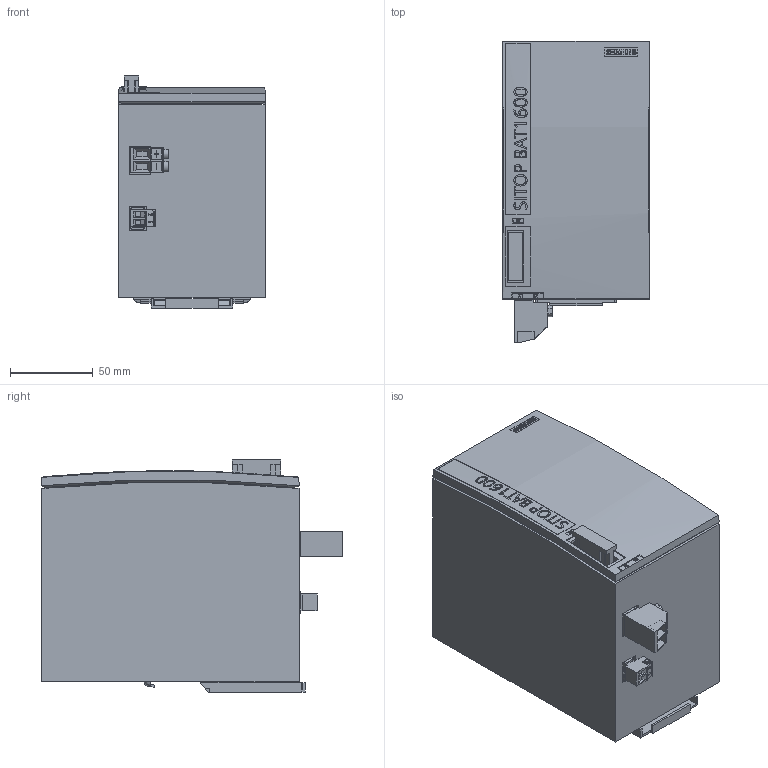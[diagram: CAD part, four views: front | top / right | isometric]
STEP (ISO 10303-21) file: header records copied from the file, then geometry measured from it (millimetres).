
FILE_DESCRIPTION(/* description */ (''),/* implementation_level */ '2;1');
FILE_NAME(/* name */ '6ep41320ja000ay0_001_stp.stp',/* time_stamp */ '2020-12-15T16:41:39+02:00',/* author */ (''),/* organization */ (''),/* preprocessor_version */ 'ST-DEVELOPER v16.7',/* originating_system */ 'SIEMENS PLM Software NX 12.0',/* authorisation */ '');
FILE_SCHEMA (('AP203_CONFIGURATION_CONTROLLED_3D_DESIGN_OF_MECHANICAL_PARTS_AND_ASSEMBLIES_MIM_LF { 1 0 10303 403 2 1 2}'));
Length unit declared in the file: millimetre
Products named in the file (1): 2.5_Ah_Bodies_Final
Bounding box: 89 x 182.62 x 140.59 mm (x, y, z)
Volume: 166376.9 mm3; surface area: 197092.6 mm2
Topology: 22 solids, 24 shells, 1239 faces, 3305 edges, 2157 vertices
Faces by surface type: plane 822, cylinder 262, extrusion 96, bspline 32, sphere 13, torus 6, cone 6, revolution 2
Full cylindrical faces by diameter (mm): 0.2 x1, 0.609 x1, 1.4 x2, 2.8 x1, 3.783 x2, 4 x2, 5.2 x2
Entity records: 51612 total; most frequent: CARTESIAN_POINT 14991, ORIENTED_EDGE 6552, DIRECTION 5934, EDGE_CURVE 3276, VECTOR 2298, LINE 2202, VERTEX_POINT 2152, AXIS2_PLACEMENT_3D 1817
